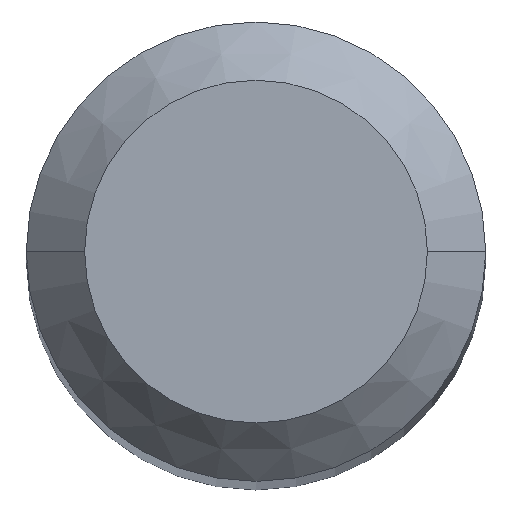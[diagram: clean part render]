
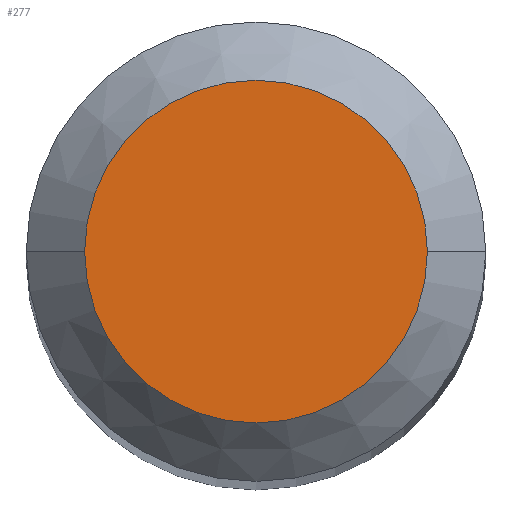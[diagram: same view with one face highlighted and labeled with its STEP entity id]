
A CAD part, top view. The second image highlights one B-rep face of the part: STEP entity #277.
In plain terms, the highlighted planar face has unit normal (0, 0, 1).
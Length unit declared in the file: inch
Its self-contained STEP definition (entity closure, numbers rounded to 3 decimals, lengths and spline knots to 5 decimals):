
#13 = AXIS2_PLACEMENT_3D ( 'NONE', #312, #420, #104 ) ;
#51 = CIRCLE ( 'NONE', #233, 0.04405 ) ;
#62 = ORIENTED_EDGE ( 'NONE', *, *, #195, .T. ) ;
#69 = VERTEX_POINT ( 'NONE', #359 ) ;
#100 = EDGE_LOOP ( 'NONE', ( #114, #62 ) ) ;
#101 = DIRECTION ( 'NONE',  ( 0., 0., -1. ) ) ;
#104 = DIRECTION ( 'NONE',  ( 1., 0., 0. ) ) ;
#114 = ORIENTED_EDGE ( 'NONE', *, *, #136, .T. ) ;
#116 = CARTESIAN_POINT ( 'NONE',  ( 0.04405, 0., 0. ) ) ;
#135 = CARTESIAN_POINT ( 'NONE',  ( 0., 0.04405, 0. ) ) ;
#136 = EDGE_CURVE ( 'NONE', #69, #416, #415, .T. ) ;
#179 = AXIS2_PLACEMENT_3D ( 'NONE', #135, #101, #241 ) ;
#195 = EDGE_CURVE ( 'NONE', #416, #69, #51, .T. ) ;
#207 = PLANE ( 'NONE',  #179 ) ;
#233 = AXIS2_PLACEMENT_3D ( 'NONE', #319, #355, #417 ) ;
#241 = DIRECTION ( 'NONE',  ( -1., 0., 0. ) ) ;
#277 = ADVANCED_FACE ( 'NONE', ( #455 ), #207, .F. ) ;
#312 = CARTESIAN_POINT ( 'NONE',  ( 0., 0., 0. ) ) ;
#319 = CARTESIAN_POINT ( 'NONE',  ( 0., 0., 0. ) ) ;
#355 = DIRECTION ( 'NONE',  ( 0., 0., 1. ) ) ;
#359 = CARTESIAN_POINT ( 'NONE',  ( -0.04405, 0., 0. ) ) ;
#415 = CIRCLE ( 'NONE', #13, 0.04405 ) ;
#416 = VERTEX_POINT ( 'NONE', #116 ) ;
#417 = DIRECTION ( 'NONE',  ( 1., 0., 0. ) ) ;
#420 = DIRECTION ( 'NONE',  ( 0., 0., 1. ) ) ;
#455 = FACE_OUTER_BOUND ( 'NONE', #100, .T. ) ;
